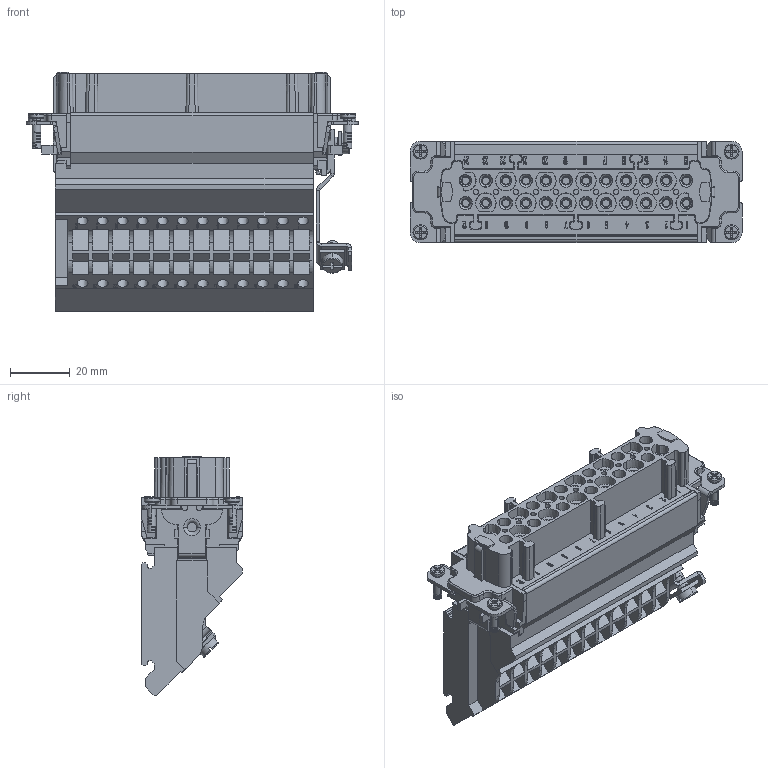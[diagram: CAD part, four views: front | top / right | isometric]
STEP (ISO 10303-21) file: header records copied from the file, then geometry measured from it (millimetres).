
FILE_DESCRIPTION((''),'2;1');
FILE_NAME('HE024F','2017-09-08T',('tl.yang'),(''),'PRO/ENGINEER BY PARAMETRIC TECHNOLOGY CORPORATION, 2011500','PRO/ENGINEER BY PARAMETRIC TECHNOLOGY CORPORATION, 2011500','');
FILE_SCHEMA(('CONFIG_CONTROL_DESIGN'));
Products named in the file (1): HE024F
Bounding box: 111 x 34 x 80.22 mm (x, y, z)
Volume: 150224.7 mm3; surface area: 40831.2 mm2
Topology: 1 solids, 3 shells, 3754 faces, 10767 edges, 7245 vertices
Faces by surface type: plane 3166, cylinder 432, cone 103, bspline 32, torus 21
Entity records: 124143 total; most frequent: CARTESIAN_POINT 25422, ORIENTED_EDGE 21534, DIRECTION 18791, EDGE_CURVE 10767, VECTOR 9295, LINE 9295, VERTEX_POINT 7245, AXIS2_PLACEMENT_3D 4748
